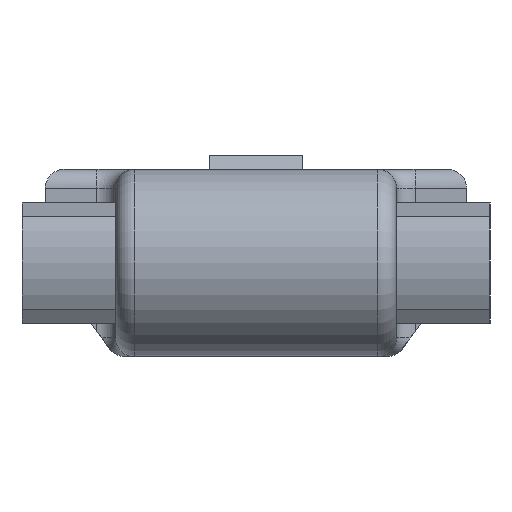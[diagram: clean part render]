
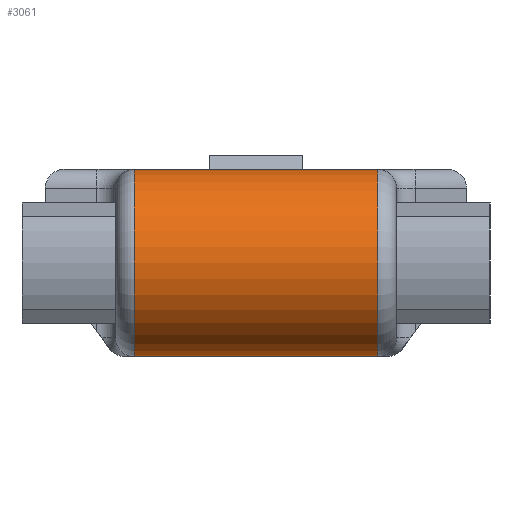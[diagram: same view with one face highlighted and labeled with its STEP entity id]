
A CAD part, left-side view. The second image highlights one B-rep face of the part: STEP entity #3061.
In plain terms, the highlighted cylindrical face has radius 20 mm (diameter 40 mm), a partial arc.
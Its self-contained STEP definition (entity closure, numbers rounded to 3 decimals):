
#87 = CIRCLE ( 'NONE', #3083, 20. ) ;
#123 = VERTEX_POINT ( 'NONE', #649 ) ;
#145 = DIRECTION ( 'NONE',  ( 0., 1., 0. ) ) ;
#163 = CARTESIAN_POINT ( 'NONE',  ( -200., 30., -20. ) ) ;
#220 = CARTESIAN_POINT ( 'NONE',  ( -200., 26., -20. ) ) ;
#460 = FACE_OUTER_BOUND ( 'NONE', #2823, .T. ) ;
#495 = VECTOR ( 'NONE', #3196, 1000. ) ;
#649 = CARTESIAN_POINT ( 'NONE',  ( -200., -26., -20. ) ) ;
#766 = CARTESIAN_POINT ( 'NONE',  ( -200., 26., 0. ) ) ;
#815 = EDGE_CURVE ( 'NONE', #123, #2664, #2375, .T. ) ;
#929 = EDGE_CURVE ( 'NONE', #2930, #1258, #2227, .T. ) ;
#993 = CARTESIAN_POINT ( 'NONE',  ( -200., 30., 20. ) ) ;
#1187 = CARTESIAN_POINT ( 'NONE',  ( -200., -26., 0. ) ) ;
#1205 = ORIENTED_EDGE ( 'NONE', *, *, #815, .F. ) ;
#1212 = DIRECTION ( 'NONE',  ( 0., 0., -1. ) ) ;
#1258 = VERTEX_POINT ( 'NONE', #2564 ) ;
#1663 = EDGE_CURVE ( 'NONE', #2930, #2664, #2374, .T. ) ;
#1679 = DIRECTION ( 'NONE',  ( 0., 0., 1. ) ) ;
#2107 = AXIS2_PLACEMENT_3D ( 'NONE', #2384, #3108, #2176 ) ;
#2119 = DIRECTION ( 'NONE',  ( 0., 1., 0. ) ) ;
#2176 = DIRECTION ( 'NONE',  ( 0., 0., -1. ) ) ;
#2227 = LINE ( 'NONE', #993, #495 ) ;
#2374 = CIRCLE ( 'NONE', #2742, 20. ) ;
#2375 = LINE ( 'NONE', #163, #3106 ) ;
#2384 = CARTESIAN_POINT ( 'NONE',  ( -200., 74.721, 0. ) ) ;
#2515 = CARTESIAN_POINT ( 'NONE',  ( -200., 26., 20. ) ) ;
#2564 = CARTESIAN_POINT ( 'NONE',  ( -200., -26., 20. ) ) ;
#2664 = VERTEX_POINT ( 'NONE', #220 ) ;
#2695 = CYLINDRICAL_SURFACE ( 'NONE', #2107, 20. ) ;
#2703 = DIRECTION ( 'NONE',  ( 0., -1., 0. ) ) ;
#2742 = AXIS2_PLACEMENT_3D ( 'NONE', #766, #2703, #1212 ) ;
#2768 = ORIENTED_EDGE ( 'NONE', *, *, #929, .F. ) ;
#2823 = EDGE_LOOP ( 'NONE', ( #2768, #3068, #1205, #3052 ) ) ;
#2930 = VERTEX_POINT ( 'NONE', #2515 ) ;
#3052 = ORIENTED_EDGE ( 'NONE', *, *, #3060, .T. ) ;
#3060 = EDGE_CURVE ( 'NONE', #123, #1258, #87, .T. ) ;
#3061 = ADVANCED_FACE ( 'NONE', ( #460 ), #2695, .T. ) ;
#3068 = ORIENTED_EDGE ( 'NONE', *, *, #1663, .T. ) ;
#3083 = AXIS2_PLACEMENT_3D ( 'NONE', #1187, #2119, #1679 ) ;
#3106 = VECTOR ( 'NONE', #145, 1000. ) ;
#3108 = DIRECTION ( 'NONE',  ( 0., -1., 0. ) ) ;
#3196 = DIRECTION ( 'NONE',  ( 0., -1., 0. ) ) ;
